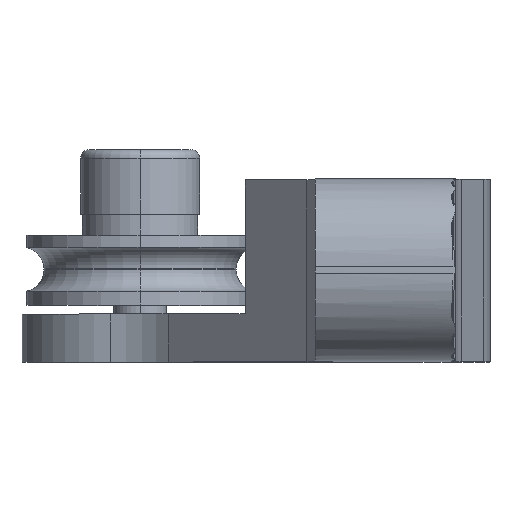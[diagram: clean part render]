
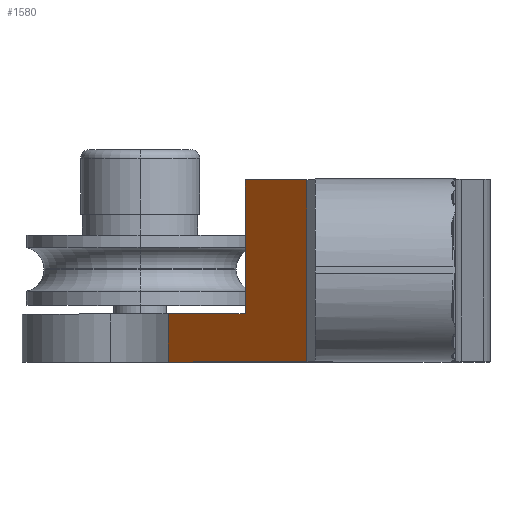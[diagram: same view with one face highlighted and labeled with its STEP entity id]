
A CAD part, top view. The second image highlights one B-rep face of the part: STEP entity #1580.
In plain terms, the highlighted planar face has unit normal (-0.707, 0, 0.707).
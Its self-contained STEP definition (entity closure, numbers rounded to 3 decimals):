
#238 = FACE_OUTER_BOUND ( 'NONE', #987, .T. ) ;
#754 = ORIENTED_EDGE ( 'NONE', *, *, #1839, .T. ) ;
#775 = ORIENTED_EDGE ( 'NONE', *, *, #1960, .T. ) ;
#776 = ORIENTED_EDGE ( 'NONE', *, *, #1957, .F. ) ;
#785 = ORIENTED_EDGE ( 'NONE', *, *, #1725, .F. ) ;
#806 = ORIENTED_EDGE ( 'NONE', *, *, #1718, .T. ) ;
#850 = ORIENTED_EDGE ( 'NONE', *, *, #1704, .T. ) ;
#987 = EDGE_LOOP ( 'NONE', ( #785, #754, #850, #775, #806, #776 ) ) ;
#1116 = LINE ( 'NONE', #2819, #1122 ) ;
#1122 = VECTOR ( 'NONE', #2829, 1000. ) ;
#1170 = LINE ( 'NONE', #2338, #1231 ) ;
#1231 = VECTOR ( 'NONE', #2374, 1000. ) ;
#1274 = VECTOR ( 'NONE', #3117, 1000. ) ;
#1283 = LINE ( 'NONE', #3114, #1274 ) ;
#1493 = VECTOR ( 'NONE', #2741, 1000. ) ;
#1497 = LINE ( 'NONE', #2739, #1493 ) ;
#1499 = VECTOR ( 'NONE', #2786, 1000. ) ;
#1503 = LINE ( 'NONE', #2783, #1499 ) ;
#1580 = ADVANCED_FACE ( 'NONE', ( #238 ), #4144, .F. ) ;
#1704 = EDGE_CURVE ( 'NONE', #3672, #3571, #1497, .T. ) ;
#1718 = EDGE_CURVE ( 'NONE', #3545, #3580, #1503, .T. ) ;
#1725 = EDGE_CURVE ( 'NONE', #3533, #3579, #1116, .T. ) ;
#1839 = EDGE_CURVE ( 'NONE', #3533, #3672, #1283, .T. ) ;
#1957 = EDGE_CURVE ( 'NONE', #3579, #3580, #1170, .T. ) ;
#1960 = EDGE_CURVE ( 'NONE', #3571, #3545, #3974, .T. ) ;
#2103 = AXIS2_PLACEMENT_3D ( 'NONE', #4146, #4131, #4116 ) ;
#2338 = CARTESIAN_POINT ( 'NONE',  ( -9., 10.4, 23. ) ) ;
#2372 = CARTESIAN_POINT ( 'NONE',  ( -9., 0., 23. ) ) ;
#2374 = DIRECTION ( 'NONE',  ( 0.707, 0., 0.707 ) ) ;
#2376 = DIRECTION ( 'NONE',  ( 0.707, 0., 0.707 ) ) ;
#2474 = CARTESIAN_POINT ( 'NONE',  ( -14., 2.75, 18. ) ) ;
#2485 = CARTESIAN_POINT ( 'NONE',  ( -14., 10.4, 18. ) ) ;
#2487 = CARTESIAN_POINT ( 'NONE',  ( -10.464, 10.4, 21.536 ) ) ;
#2510 = CARTESIAN_POINT ( 'NONE',  ( -18.391, 0., 13.609 ) ) ;
#2526 = CARTESIAN_POINT ( 'NONE',  ( -10.464, 0., 21.536 ) ) ;
#2598 = CARTESIAN_POINT ( 'NONE',  ( -18.391, 2.75, 13.609 ) ) ;
#2739 = CARTESIAN_POINT ( 'NONE',  ( -18.391, 10.4, 13.609 ) ) ;
#2741 = DIRECTION ( 'NONE',  ( 0., -1., 0. ) ) ;
#2783 = CARTESIAN_POINT ( 'NONE',  ( -10.464, 10.4, 21.536 ) ) ;
#2786 = DIRECTION ( 'NONE',  ( 0., 1., 0. ) ) ;
#2819 = CARTESIAN_POINT ( 'NONE',  ( -14., -25.848, 18. ) ) ;
#2829 = DIRECTION ( 'NONE',  ( 0., 1., 0. ) ) ;
#3114 = CARTESIAN_POINT ( 'NONE',  ( -9., 2.75, 23. ) ) ;
#3117 = DIRECTION ( 'NONE',  ( -0.707, 0., -0.707 ) ) ;
#3533 = VERTEX_POINT ( 'NONE', #2474 ) ;
#3545 = VERTEX_POINT ( 'NONE', #2526 ) ;
#3571 = VERTEX_POINT ( 'NONE', #2510 ) ;
#3579 = VERTEX_POINT ( 'NONE', #2485 ) ;
#3580 = VERTEX_POINT ( 'NONE', #2487 ) ;
#3672 = VERTEX_POINT ( 'NONE', #2598 ) ;
#3974 = LINE ( 'NONE', #2372, #3979 ) ;
#3979 = VECTOR ( 'NONE', #2376, 1000. ) ;
#4116 = DIRECTION ( 'NONE',  ( -0.707, 0., -0.707 ) ) ;
#4131 = DIRECTION ( 'NONE',  ( 0.707, 0., -0.707 ) ) ;
#4144 = PLANE ( 'NONE',  #2103 ) ;
#4146 = CARTESIAN_POINT ( 'NONE',  ( -9., 10.4, 23. ) ) ;
